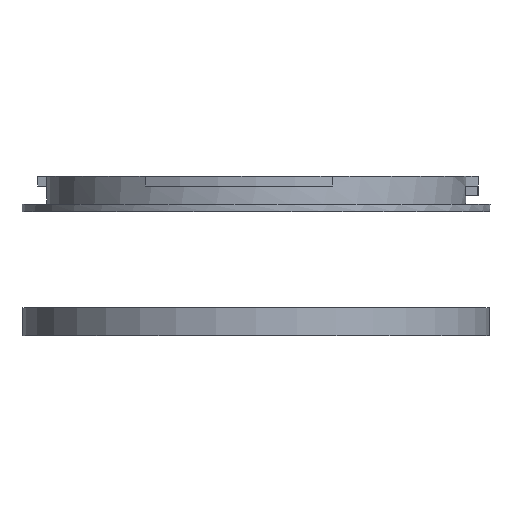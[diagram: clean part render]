
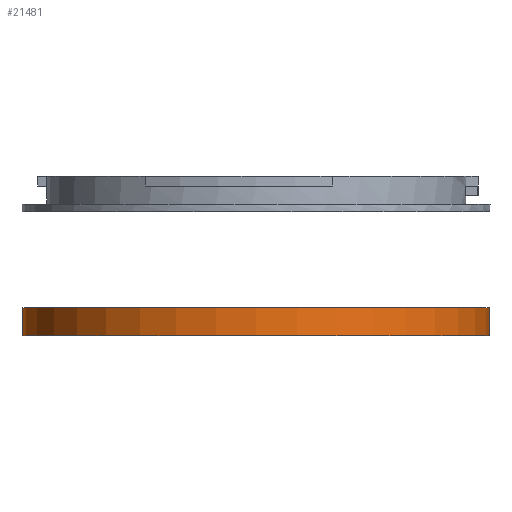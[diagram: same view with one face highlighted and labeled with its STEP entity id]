
A CAD part, front view. The second image highlights one B-rep face of the part: STEP entity #21481.
In plain terms, the highlighted cylindrical face has radius 38.05 mm (diameter 76.1 mm), a full revolution.
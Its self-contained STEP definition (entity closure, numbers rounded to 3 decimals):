
#1828=FACE_OUTER_BOUND('',#2922,.T.);
#2922=EDGE_LOOP('',(#17342,#17343,#17344,#17345));
#5110=LINE('',#31471,#8038);
#8038=VECTOR('',#25788,38.05);
#9555=CIRCLE('',#22114,38.05);
#9573=CIRCLE('',#22405,38.05);
#9823=VERTEX_POINT('',#28846);
#10325=VERTEX_POINT('',#30419);
#11910=EDGE_CURVE('',#9823,#9823,#9555,.T.);
#12708=EDGE_CURVE('',#10325,#10325,#9573,.T.);
#13233=EDGE_CURVE('',#10325,#9823,#5110,.T.);
#17342=ORIENTED_EDGE('',*,*,#12708,.F.);
#17343=ORIENTED_EDGE('',*,*,#13233,.T.);
#17344=ORIENTED_EDGE('',*,*,#11910,.T.);
#17345=ORIENTED_EDGE('',*,*,#13233,.F.);
#20961=CYLINDRICAL_SURFACE('',#22583,38.05);
#21481=ADVANCED_FACE('',(#1828),#20961,.T.);
#22114=AXIS2_PLACEMENT_3D('',#28847,#23544,#23545);
#22405=AXIS2_PLACEMENT_3D('',#30420,#24906,#24907);
#22583=AXIS2_PLACEMENT_3D('',#31470,#25786,#25787);
#23544=DIRECTION('center_axis',(0.,0.,-1.));
#23545=DIRECTION('ref_axis',(0.,-1.,0.));
#24906=DIRECTION('center_axis',(0.,0.,-1.));
#24907=DIRECTION('ref_axis',(0.,-1.,0.));
#25786=DIRECTION('center_axis',(0.,0.,-1.));
#25787=DIRECTION('ref_axis',(0.,-1.,0.));
#25788=DIRECTION('',(0.,0.,1.));
#28846=CARTESIAN_POINT('',(0.,-38.95,-52.562));
#28847=CARTESIAN_POINT('Origin',(0.,-77.,-52.562));
#30419=CARTESIAN_POINT('',(0.,-38.95,-57.162));
#30420=CARTESIAN_POINT('Origin',(0.,-77.,-57.162));
#31470=CARTESIAN_POINT('Origin',(0.,-77.,-55.962));
#31471=CARTESIAN_POINT('',(0.,-38.95,-55.962));
